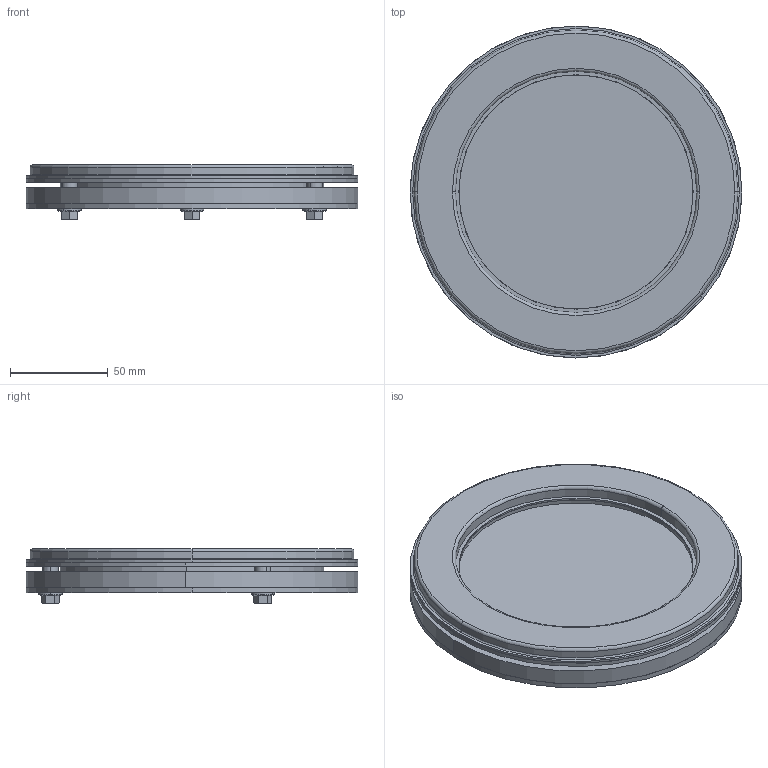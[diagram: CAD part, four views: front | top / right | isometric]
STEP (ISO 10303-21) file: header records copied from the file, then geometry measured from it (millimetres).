
FILE_DESCRIPTION (( 'STEP AP203' ), '1' );
FILE_NAME ('C-463-B-120-Silver.STEP', '2020-08-27T02:19:33', ( '' ), ( '' ), 'SwSTEP 2.0', 'SolidWorks 2018', '' );
FILE_SCHEMA (( 'CONFIG_CONTROL_DESIGN' ));
Length unit declared in the file: millimetre
Products named in the file (13): C-463-120-Silver_ガラス__B; C-463-120-Silver_ボルトベース_; C-463-120-Silver_ƒpƒbƒLƒ“-ƒÓ120_ _CRƒpƒbƒLƒ“; C-463-120-Silver_外枠_; C-463-120-Silver_内枠_; C-463-120-Silver_僷僢僉儞-冇120_ _B; C-463-120-Silver_スリーブ_; C-463-120-Silver_スタッドボルト_; C-463-120-Silver_僷僢僉儞-冇170__CR; C-463-120-Silver_六角ナットver1.02_M5フランジナット(鉄)_呼び径基準; C-463-B-120-Silver; C-463-120-Silver_僷僢僉儞-冇170__EPDM
Assembly tree (16 placements, depth 3):
  C-463-B-120-Silver
    C-463-120-Silver_外枠_
    C-463-120-Silver_僷僢僉儞-冇170__CR
    C-463-120-Silver_ƒpƒbƒLƒ“-ƒÓ120_ _CRƒpƒbƒLƒ“
    C-463-120-Silver_ガラス__B
    C-463-120-Silver_僷僢僉儞-冇120_ _B
    C-463-120-Silver_僷僢僉儞-冇170__EPDM
    C-463-120-Silver_内枠_
    C-463-120-Silver_スタッドボルト_  x3
      C-463-120-Silver_ボルトベース_
      C-463-120-Silver_スタッドボルト_
      C-463-120-Silver_スリーブ_
    C-463-120-Silver_六角ナットver1.02_M5フランジナット(鉄)_呼び径基準  x3
Bounding box: 170 x 170 x 28 mm (x, y, z)
Volume: 183196 mm3; surface area: 142225.5 mm2
Topology: 19 solids, 19 shells, 278 faces, 644 edges, 414 vertices
Faces by surface type: cylinder 118, plane 114, cone 36, torus 10
Entity records: 5497 total; most frequent: DIRECTION 766, CARTESIAN_POINT 748, ORIENTED_EDGE 616, AXIS2_PLACEMENT_3D 320, EDGE_CURVE 308, VERTEX_POINT 198, EDGE_LOOP 168, CIRCLE 162
